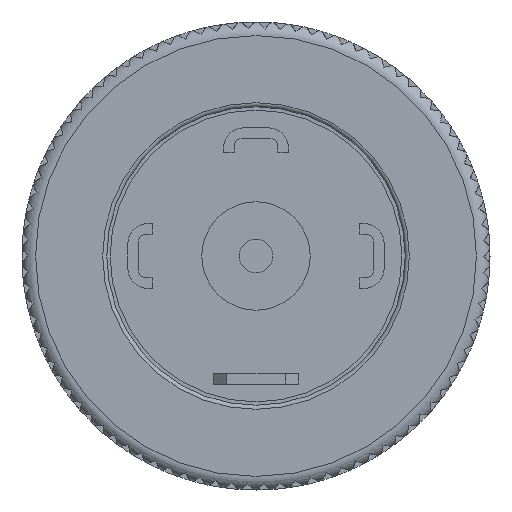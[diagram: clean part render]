
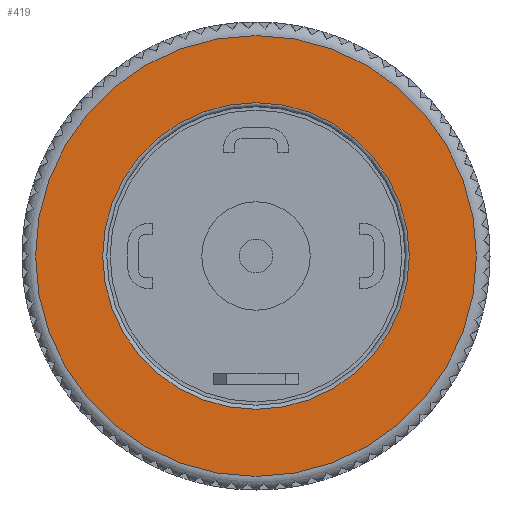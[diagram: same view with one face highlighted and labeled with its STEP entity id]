
A CAD part, front view. The second image highlights one B-rep face of the part: STEP entity #419.
In plain terms, the highlighted planar face has unit normal (0, -1, 0).
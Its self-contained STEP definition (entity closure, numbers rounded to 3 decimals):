
#419 = ADVANCED_FACE( '', ( #1202, #1203 ), #1204, .T. );
#1202 = FACE_OUTER_BOUND( '', #2406, .T. );
#1203 = FACE_BOUND( '', #2407, .T. );
#1204 = PLANE( '', #2408 );
#2406 = EDGE_LOOP( '', ( #3642 ) );
#2407 = EDGE_LOOP( '', ( #3643 ) );
#2408 = AXIS2_PLACEMENT_3D( '', #3644, #3645, #3646 );
#3642 = ORIENTED_EDGE( '', *, *, #7184, .T. );
#3643 = ORIENTED_EDGE( '', *, *, #7185, .T. );
#3644 = CARTESIAN_POINT( '', ( 0., -80.55, 0. ) );
#3645 = DIRECTION( '', ( 0., -1., 0. ) );
#3646 = DIRECTION( '', ( 1., 0., 0. ) );
#7184 = EDGE_CURVE( '', #8618, #8618, #8619, .T. );
#7185 = EDGE_CURVE( '', #8620, #8620, #8621, .T. );
#8618 = VERTEX_POINT( '', #10777 );
#8619 = CIRCLE( '', #10778, 16.25 );
#8620 = VERTEX_POINT( '', #10779 );
#8621 = CIRCLE( '', #10780, 11.3 );
#10777 = CARTESIAN_POINT( '', ( 0., -80.55, -16.25 ) );
#10778 = AXIS2_PLACEMENT_3D( '', #14590, #14591, #14592 );
#10779 = CARTESIAN_POINT( '', ( 0., -80.55, -11.3 ) );
#10780 = AXIS2_PLACEMENT_3D( '', #14593, #14594, #14595 );
#14590 = CARTESIAN_POINT( '', ( 0., -80.55, 0. ) );
#14591 = DIRECTION( '', ( 0., -1., 0. ) );
#14592 = DIRECTION( '', ( 0., 0., -1. ) );
#14593 = CARTESIAN_POINT( '', ( 0., -80.55, 0. ) );
#14594 = DIRECTION( '', ( 0., 1., 0. ) );
#14595 = DIRECTION( '', ( 0., 0., -1. ) );
